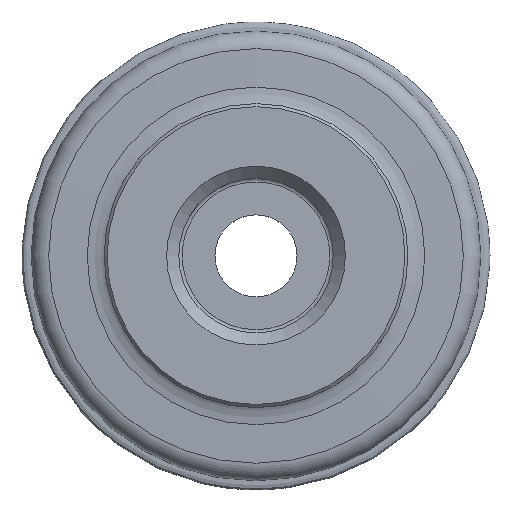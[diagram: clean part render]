
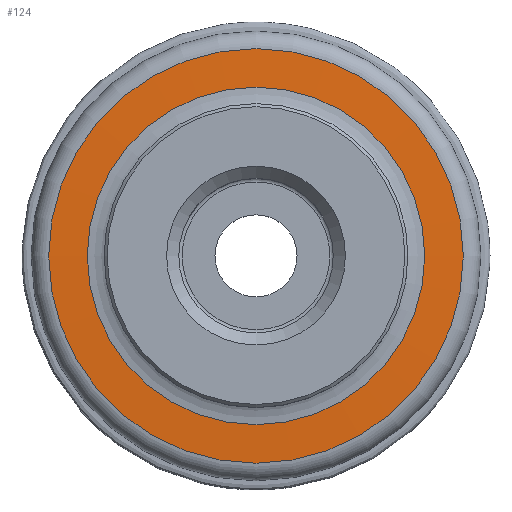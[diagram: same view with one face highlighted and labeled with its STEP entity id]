
A CAD part, top view. The second image highlights one B-rep face of the part: STEP entity #124.
In plain terms, the highlighted conical face has half-angle 88 degrees and reference radius 21 mm.
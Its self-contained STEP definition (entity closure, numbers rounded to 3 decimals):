
#111=CONICAL_SURFACE('',#526,21.,88.);
#124=ADVANCED_FACE('',(#162,#163),#111,.T.);
#162=FACE_BOUND('',#213,.T.);
#163=FACE_BOUND('',#214,.T.);
#213=EDGE_LOOP('',(#263));
#214=EDGE_LOOP('',(#264));
#263=ORIENTED_EDGE('',*,*,#337,.T.);
#264=ORIENTED_EDGE('',*,*,#338,.T.);
#311=VERTEX_POINT('',#744);
#312=VERTEX_POINT('',#746);
#337=EDGE_CURVE('',#311,#311,#362,.T.);
#338=EDGE_CURVE('',#312,#312,#363,.T.);
#362=CIRCLE('',#524,34.105);
#363=CIRCLE('',#525,27.756);
#524=AXIS2_PLACEMENT_3D('',#743,#615,#616);
#525=AXIS2_PLACEMENT_3D('',#745,#617,#618);
#526=AXIS2_PLACEMENT_3D('',#747,#619,#620);
#615=DIRECTION('',(0.,0.,1.));
#616=DIRECTION('',(1.,0.,0.));
#617=DIRECTION('',(0.,0.,-1.));
#618=DIRECTION('',(-1.,0.,0.));
#619=DIRECTION('',(0.,0.,-1.));
#620=DIRECTION('',(-1.,0.,0.));
#743=CARTESIAN_POINT('',(0.,0.,-30.199));
#744=CARTESIAN_POINT('',(34.105,0.,-30.199));
#745=CARTESIAN_POINT('',(0.,0.,-29.977));
#746=CARTESIAN_POINT('',(-27.756,0.,-29.977));
#747=CARTESIAN_POINT('',(0.,0.,-29.741));
